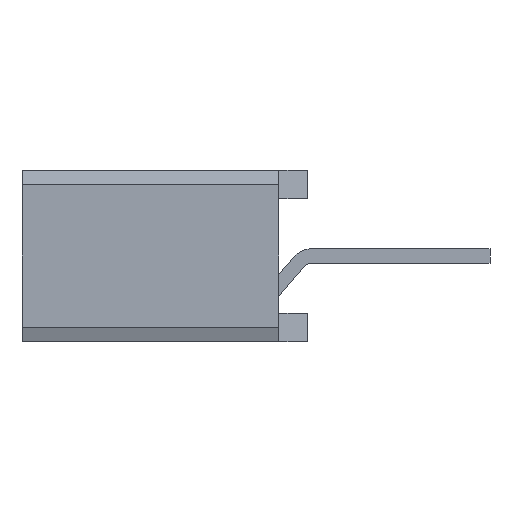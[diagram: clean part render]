
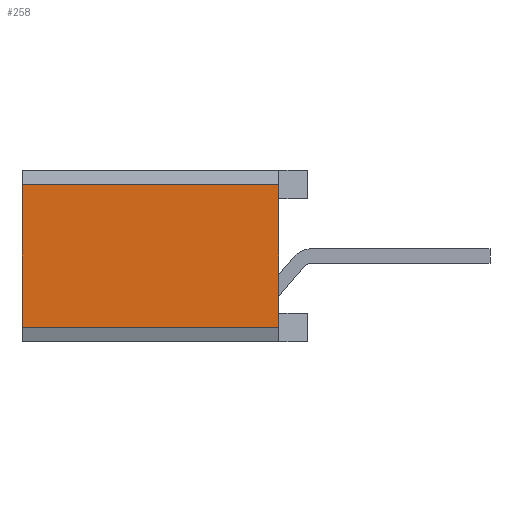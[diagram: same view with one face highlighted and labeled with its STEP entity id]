
A CAD part, left-side view. The second image highlights one B-rep face of the part: STEP entity #258.
In plain terms, the highlighted planar face has unit normal (-1, 0, 0).
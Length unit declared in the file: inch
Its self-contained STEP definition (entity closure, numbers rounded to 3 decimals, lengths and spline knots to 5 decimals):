
#258 = ADVANCED_FACE( '', ( #626 ), #627, .F. );
#626 = FACE_OUTER_BOUND( '', #1108, .T. );
#627 = PLANE( '', #1109 );
#1108 = EDGE_LOOP( '', ( #1742, #1743, #1744, #1745 ) );
#1109 = AXIS2_PLACEMENT_3D( '', #1746, #1747, #1748 );
#1742 = ORIENTED_EDGE( '', *, *, #2991, .T. );
#1743 = ORIENTED_EDGE( '', *, *, #3096, .T. );
#1744 = ORIENTED_EDGE( '', *, *, #3045, .T. );
#1745 = ORIENTED_EDGE( '', *, *, #3050, .F. );
#1746 = CARTESIAN_POINT( '', ( -0.2, 0.2, -0.06 ) );
#1747 = DIRECTION( '', ( 1., 0., 0. ) );
#1748 = DIRECTION( '', ( 0., 0., -1. ) );
#2991 = EDGE_CURVE( '', #3600, #3598, #3601, .T. );
#3045 = EDGE_CURVE( '', #3693, #3694, #3695, .T. );
#3050 = EDGE_CURVE( '', #3600, #3694, #3702, .T. );
#3096 = EDGE_CURVE( '', #3598, #3693, #3786, .T. );
#3598 = VERTEX_POINT( '', #4476 );
#3600 = VERTEX_POINT( '', #4479 );
#3601 = LINE( '', #4480, #4481 );
#3693 = VERTEX_POINT( '', #4613 );
#3694 = VERTEX_POINT( '', #4614 );
#3695 = LINE( '', #4615, #4616 );
#3702 = LINE( '', #4626, #4627 );
#3786 = LINE( '', #4755, #4756 );
#4476 = CARTESIAN_POINT( '', ( -0.2, 0.02, -0.05 ) );
#4479 = CARTESIAN_POINT( '', ( -0.2, 0.2, -0.05 ) );
#4480 = CARTESIAN_POINT( '', ( -0.2, 0.2, -0.05 ) );
#4481 = VECTOR( '', #5603, 39.37008 );
#4613 = CARTESIAN_POINT( '', ( -0.2, 0.02, 0.05 ) );
#4614 = CARTESIAN_POINT( '', ( -0.2, 0.2, 0.05 ) );
#4615 = CARTESIAN_POINT( '', ( -0.2, 0.2, 0.05 ) );
#4616 = VECTOR( '', #5650, 39.37008 );
#4626 = CARTESIAN_POINT( '', ( -0.2, 0.2, -0.06 ) );
#4627 = VECTOR( '', #5654, 39.37008 );
#4755 = CARTESIAN_POINT( '', ( -0.2, 0.02, -0.04 ) );
#4756 = VECTOR( '', #5699, 39.37008 );
#5603 = DIRECTION( '', ( 0., -1., 0. ) );
#5650 = DIRECTION( '', ( 0., 1., 0. ) );
#5654 = DIRECTION( '', ( 0., 0., 1. ) );
#5699 = DIRECTION( '', ( 0., 0., 1. ) );
